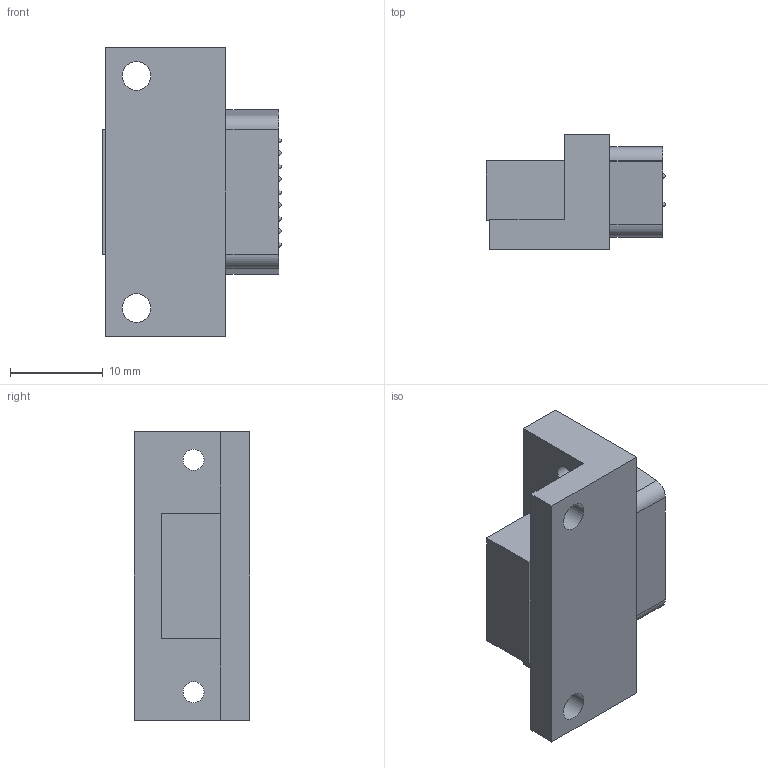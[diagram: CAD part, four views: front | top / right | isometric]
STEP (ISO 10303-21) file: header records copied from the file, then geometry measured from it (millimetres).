
FILE_DESCRIPTION (( 'STEP AP214' ), '1' );
FILE_NAME ('CODEFAU0428757206925.step', '2006-04-28T11:57:21', ( 'sysadmin' ), ( 'SolidWorks' ), 'SwSTEP 2.0', 'SolidWorks 2006079', '' );
FILE_SCHEMA (( 'AUTOMOTIVE_DESIGN' ));
Length unit declared in the file: millimetre
Products named in the file (1): CODEFAU0428757206925
Bounding box: 19.29 x 12.42 x 31.1 mm (x, y, z)
Volume: 3439.6 mm3; surface area: 2723.8 mm2
Topology: 1 solids, 1 shells, 69 faces, 166 edges, 110 vertices
Faces by surface type: cylinder 36, plane 24, bspline 9
Entity records: 14704 total; most frequent: CARTESIAN_POINT 12550, ORIENTED_EDGE 332, DIRECTION 324, EDGE_CURVE 166, AXIS2_PLACEMENT_3D 115, VERTEX_POINT 110, VECTOR 94, LINE 94
